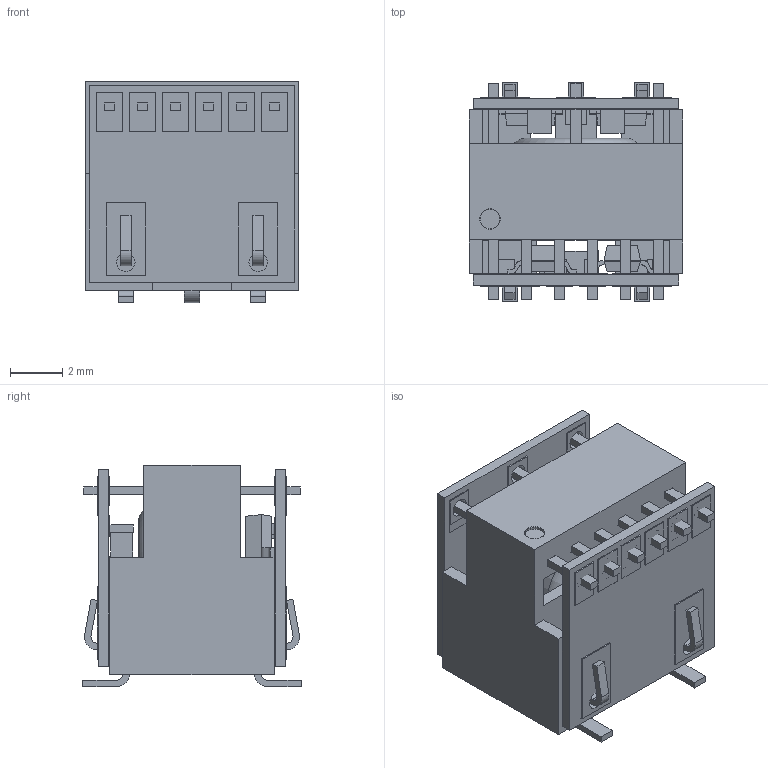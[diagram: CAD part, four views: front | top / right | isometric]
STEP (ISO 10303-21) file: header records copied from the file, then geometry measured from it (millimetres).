
FILE_DESCRIPTION(/* description */ (''),/* implementation_level */ '2;1');
FILE_NAME(/* name */ 'DCDC_MURATA_MTU2.stp',/* time_stamp */ '2016-06-16T14:15:25+02:00',/* author */ ('riccim'),/* organization */ ('SolidWorks'),/* preprocessor_version */ 'ST-DEVELOPER v15.5',/* originating_system */ 'AutoCAD Mechanical',/* authorisation */ ' ');
FILE_SCHEMA (('AUTOMOTIVE_DESIGN { 1 0 10303 214 3 1 1 }'));
Length unit declared in the file: millimetre
Products named in the file (1): Product
Bounding box: 8.2 x 8.4 x 8.5 mm (x, y, z)
Volume: 287.2 mm3; surface area: 1127.2 mm2
Topology: 71 solids, 71 shells, 1011 faces, 2412 edges, 1573 vertices
Faces by surface type: plane 923, cylinder 71, bspline 12, torus 5
Full cylindrical faces by diameter (mm): 0.711 x14, 0.75 x1, 1 x1, 4.93 x1
Entity records: 28675 total; most frequent: CARTESIAN_POINT 5131, ORIENTED_EDGE 4782, DIRECTION 4513, EDGE_CURVE 2390, LINE 2219, VECTOR 2219, VERTEX_POINT 1573, AXIS2_PLACEMENT_3D 1147
